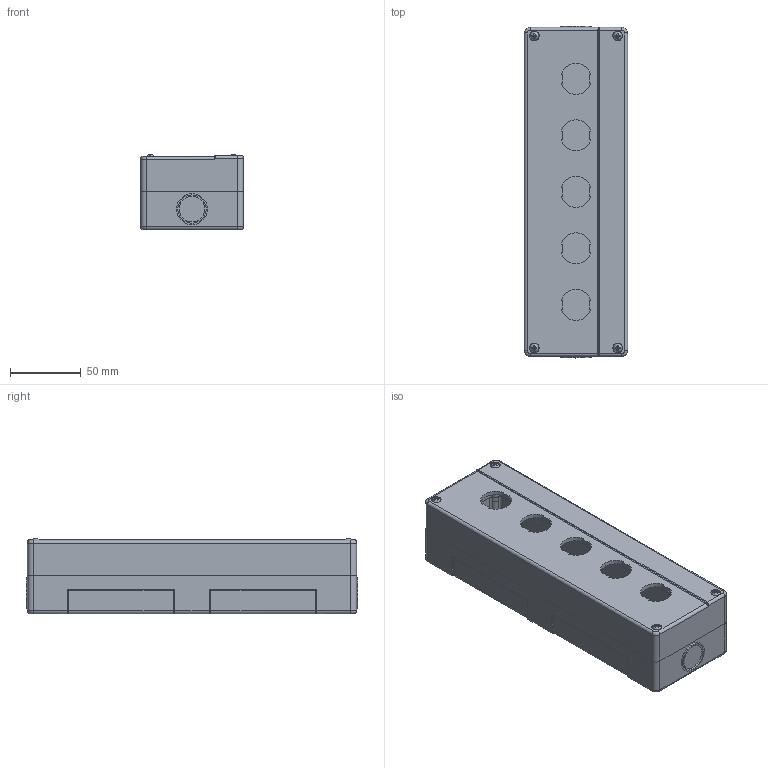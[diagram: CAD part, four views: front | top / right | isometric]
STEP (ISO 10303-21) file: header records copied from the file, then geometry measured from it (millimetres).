
FILE_DESCRIPTION(/* description */ (''),/* implementation_level */ '2;1');
FILE_NAME(/* name */ '4003S11.stp',/* time_stamp */ '2016-01-07T12:05:38-05:00',/* author */ ('CAD Station'),/* organization */ (''),/* preprocessor_version */ 'ST-DEVELOPER v16.1',/* originating_system */ 'Autodesk Inventor 2016',/* authorisation */ '');
FILE_SCHEMA (('AUTOMOTIVE_DESIGN { 1 0 10303 214 3 1 1 }'));
Length unit declared in the file: millimetre
Products named in the file (4): 4003S11_Bottom; 4003S11_Top; 4.5mm_Nut; 4003S11
Assembly tree (6 placements, depth 2):
  4003S11
    4003S11_Bottom
    4003S11_Top
    4.5mm_Nut  x4
Bounding box: 73 x 235 x 53.42 mm (x, y, z)
Volume: 241415.1 mm3; surface area: 127713.3 mm2
Topology: 6 solids, 6 shells, 323 faces, 773 edges, 470 vertices
Faces by surface type: plane 131, cylinder 120, bspline 40, torus 20, sphere 12
Full cylindrical faces by diameter (mm): 4.25 x12, 6 x4, 7 x8, 18 x2, 20 x2, 22 x2
Entity records: 8355 total; most frequent: CARTESIAN_POINT 2243, DIRECTION 1273, ORIENTED_EDGE 1190, EDGE_CURVE 595, AXIS2_PLACEMENT_3D 499, VERTEX_POINT 374, EDGE_LOOP 337, LINE 275
